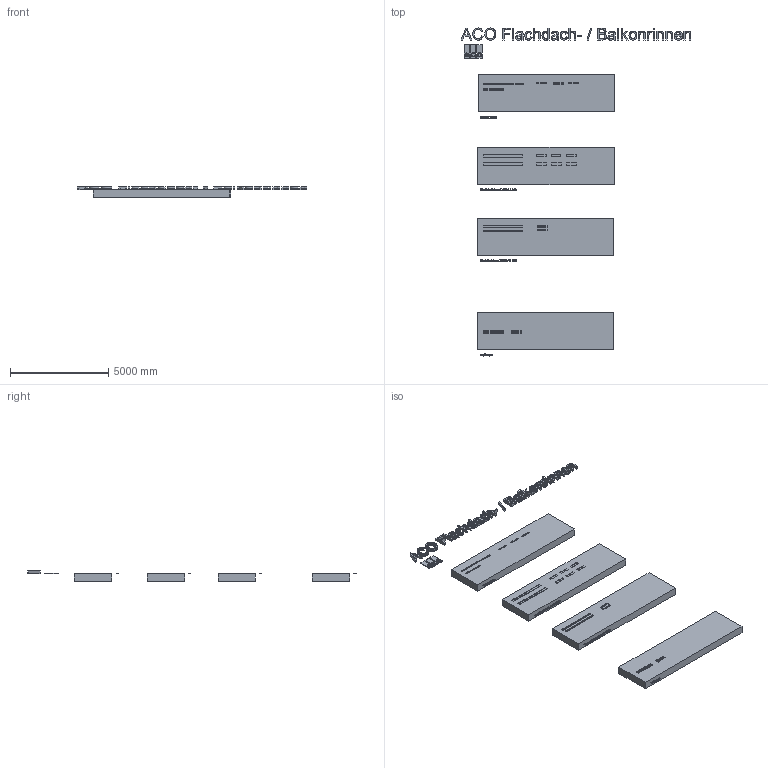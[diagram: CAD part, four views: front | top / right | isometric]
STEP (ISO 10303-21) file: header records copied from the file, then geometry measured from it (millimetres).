
FILE_DESCRIPTION(/* description */ (''),/* implementation_level */ '2;1');
FILE_NAME(/* name */ 'ACOFlachdach&Balkonrinnen.step',/* time_stamp */ '2024-03-12T15:03:13+01:00',/* author */ ('ndmes'),/* organization */ (''),/* preprocessor_version */ 'ST-DEVELOPER v18.1',/* originating_system */ 'Autodesk Inventor 2022',/* authorisation */ '');
FILE_SCHEMA (('CONFIG_CONTROL_DESIGN'));
Products named in the file (62): ACOFlachdach&Balkonrinnen; ACOFlachdach&Balkonrinnen_1; ACOFlachdach&Balkonrinnen_1_1; ACOFlachdach&Balkonrinnen_2; ACOFlachdach&Balkonrinnen_3; ACOFlachdach&Balkonrinnen_4; ACOFlachdach&Balkonrinnen_5; ACOFlachdach&Balkonrinnen_6; ACOFlachdach&Balkonrinnen_7; ACOFlachdach&Balkonrinnen_8; ACOFlachdach&Balkonrinnen_9; ACOFlachdach&Balkonrinnen_10; ACOFlachdach&Balkonrinnen_11; ACOFlachdach&Balkonrinnen_12; ACOFlachdach&Balkonrinnen_13; ACOFlachdach&Balkonrinnen_14; ACOFlachdach&Balkonrinnen_15; ACOFlachdach&Balkonrinnen_16; ACOFlachdach&Balkonrinnen_17; ACOFlachdach&Balkonrinnen_18; ACOFlachdach&Balkonrinnen_19; ACOFlachdach&Balkonrinnen_20; ACOFlachdach&Balkonrinnen_21; ACOFlachdach&Balkonrinnen_22; ACOFlachdach&Balkonrinnen_23; ACOFlachdach&Balkonrinnen_24; ACOFlachdach&Balkonrinnen_25; ACOFlachdach&Balkonrinnen_26; ACOFlachdach&Balkonrinnen_27; ACOFlachdach&Balkonrinnen_28; ACOFlachdach&Balkonrinnen_29; ACOFlachdach&Balkonrinnen_30; ACOFlachdach&Balkonrinnen_31; ACOFlachdach&Balkonrinnen_32; ACOFlachdach&Balkonrinnen_33; ACOFlachdach&Balkonrinnen_34; ACOFlachdach&Balkonrinnen_35; ACOFlachdach&Balkonrinnen_36; ACOFlachdach&Balkonrinnen_37; ACOFlachdach&Balkonrinnen_38 ...
Assembly tree (61 placements, depth 2):
  ACOFlachdach&Balkonrinnen
    ACOFlachdach&Balkonrinnen_1
    ACOFlachdach&Balkonrinnen_1_1
    ACOFlachdach&Balkonrinnen_2
    ACOFlachdach&Balkonrinnen_3
    ACOFlachdach&Balkonrinnen_4
    ACOFlachdach&Balkonrinnen_5
    ACOFlachdach&Balkonrinnen_6
    ACOFlachdach&Balkonrinnen_7
    ACOFlachdach&Balkonrinnen_8
    ACOFlachdach&Balkonrinnen_9
    ACOFlachdach&Balkonrinnen_10
    ACOFlachdach&Balkonrinnen_11
    ACOFlachdach&Balkonrinnen_12
    ACOFlachdach&Balkonrinnen_13
    ACOFlachdach&Balkonrinnen_14
    ACOFlachdach&Balkonrinnen_15
    ACOFlachdach&Balkonrinnen_16
    ACOFlachdach&Balkonrinnen_17
    ACOFlachdach&Balkonrinnen_18
    ACOFlachdach&Balkonrinnen_19
    ACOFlachdach&Balkonrinnen_20
    ACOFlachdach&Balkonrinnen_21
    ACOFlachdach&Balkonrinnen_22
    ACOFlachdach&Balkonrinnen_23
    ACOFlachdach&Balkonrinnen_24
    ACOFlachdach&Balkonrinnen_25
    ACOFlachdach&Balkonrinnen_26
    ACOFlachdach&Balkonrinnen_27
    ACOFlachdach&Balkonrinnen_28
    ACOFlachdach&Balkonrinnen_29
    ACOFlachdach&Balkonrinnen_30
    ACOFlachdach&Balkonrinnen_31
    ACOFlachdach&Balkonrinnen_32
    ACOFlachdach&Balkonrinnen_33
    ACOFlachdach&Balkonrinnen_34
    ACOFlachdach&Balkonrinnen_35
    ACOFlachdach&Balkonrinnen_36
    ACOFlachdach&Balkonrinnen_37
    ACOFlachdach&Balkonrinnen_38
    ACOFlachdach&Balkonrinnen_39
    ACOFlachdach&Balkonrinnen_40
    ACOFlachdach&Balkonrinnen_41
    ACOFlachdach&Balkonrinnen_42
    ACOFlachdach&Balkonrinnen_43
    ACOFlachdach&Balkonrinnen_44
    ACOFlachdach&Balkonrinnen_45
    ACOFlachdach&Balkonrinnen_46
    ACOFlachdach&Balkonrinnen_47
    ACOFlachdach&Balkonrinnen_48
    ACOFlachdach&Balkonrinnen_49
    ACOFlachdach&Balkonrinnen_50
    ACOFlachdach&Balkonrinnen_51
    ACOFlachdach&Balkonrinnen_52
    ACOFlachdach&Balkonrinnen_53
    ACOFlachdach&Balkonrinnen_54
    ACOFlachdach&Balkonrinnen_55
    ACOFlachdach&Balkonrinnen_56
    ACOFlachdach&Balkonrinnen_57
    ACOFlachdach&Balkonrinnen_58
Bounding box: 11710.57 x 16712.61 x 550 mm (x, y, z)
Volume: 21465843054 mm3; surface area: 164891481.3 mm2
Topology: 175 solids, 175 shells, 3919 faces, 10639 edges, 7083 vertices
Faces by surface type: plane 3603, cylinder 316
Full cylindrical faces by diameter (mm): 46 x1, 47.986 x3, 50 x6, 75 x10, 86.9 x1, 88.9 x1, 157.689 x1, 227.773 x1
Entity records: 123759 total; most frequent: CARTESIAN_POINT 21752, ORIENTED_EDGE 21262, DIRECTION 19347, EDGE_CURVE 10631, LINE 9999, VECTOR 9999, VERTEX_POINT 7079, AXIS2_PLACEMENT_3D 4674
